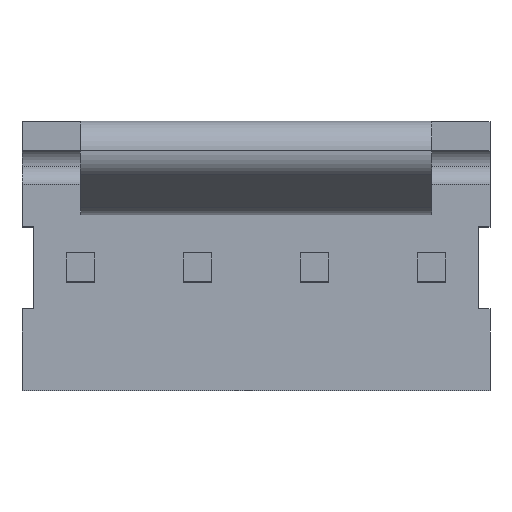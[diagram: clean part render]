
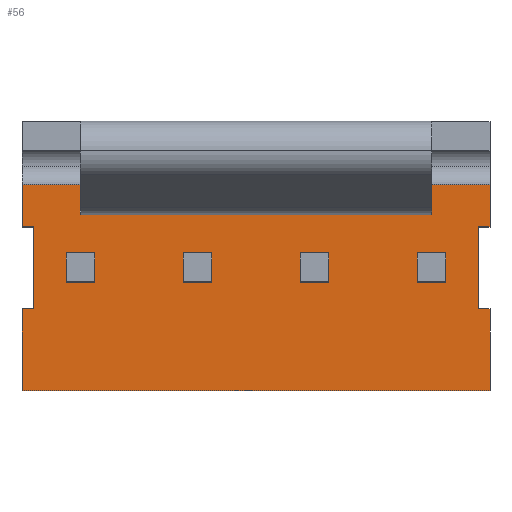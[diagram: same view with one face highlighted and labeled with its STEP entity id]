
A CAD part, top view. The second image highlights one B-rep face of the part: STEP entity #56.
In plain terms, the highlighted planar face has unit normal (0, 0, 1).
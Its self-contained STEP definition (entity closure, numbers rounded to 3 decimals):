
#56=ADVANCED_FACE('',(#144,#145,#146,#147,#148),#149,.T.);
#144=FACE_OUTER_BOUND('',#298,.T.);
#145=FACE_BOUND('',#299,.T.);
#146=FACE_BOUND('',#300,.T.);
#147=FACE_BOUND('',#301,.T.);
#148=FACE_BOUND('',#302,.T.);
#149=PLANE('',#303);
#298=EDGE_LOOP('',(#533,#534,#535,#536,#537,#538,#539,#540,#541,#542,#543,#544));
#299=EDGE_LOOP('',(#545,#546,#547,#548));
#300=EDGE_LOOP('',(#549,#550,#551,#552));
#301=EDGE_LOOP('',(#553,#554,#555,#556));
#302=EDGE_LOOP('',(#557,#558,#559,#560));
#303=AXIS2_PLACEMENT_3D('',#561,#562,#563);
#533=ORIENTED_EDGE('',*,*,#1092,.F.);
#534=ORIENTED_EDGE('',*,*,#1093,.F.);
#535=ORIENTED_EDGE('',*,*,#1047,.T.);
#536=ORIENTED_EDGE('',*,*,#1094,.T.);
#537=ORIENTED_EDGE('',*,*,#1095,.F.);
#538=ORIENTED_EDGE('',*,*,#1057,.F.);
#539=ORIENTED_EDGE('',*,*,#1045,.T.);
#540=ORIENTED_EDGE('',*,*,#1096,.T.);
#541=ORIENTED_EDGE('',*,*,#1097,.F.);
#542=ORIENTED_EDGE('',*,*,#1098,.T.);
#543=ORIENTED_EDGE('',*,*,#1099,.F.);
#544=ORIENTED_EDGE('',*,*,#1100,.F.);
#545=ORIENTED_EDGE('',*,*,#1101,.T.);
#546=ORIENTED_EDGE('',*,*,#1102,.F.);
#547=ORIENTED_EDGE('',*,*,#1103,.F.);
#548=ORIENTED_EDGE('',*,*,#1104,.T.);
#549=ORIENTED_EDGE('',*,*,#1105,.T.);
#550=ORIENTED_EDGE('',*,*,#1106,.F.);
#551=ORIENTED_EDGE('',*,*,#1107,.F.);
#552=ORIENTED_EDGE('',*,*,#1108,.T.);
#553=ORIENTED_EDGE('',*,*,#1109,.T.);
#554=ORIENTED_EDGE('',*,*,#1110,.F.);
#555=ORIENTED_EDGE('',*,*,#1111,.F.);
#556=ORIENTED_EDGE('',*,*,#1088,.T.);
#557=ORIENTED_EDGE('',*,*,#1112,.T.);
#558=ORIENTED_EDGE('',*,*,#1113,.F.);
#559=ORIENTED_EDGE('',*,*,#1114,.F.);
#560=ORIENTED_EDGE('',*,*,#1115,.T.);
#561=CARTESIAN_POINT('',(-5.08,1.803,0.0));
#562=DIRECTION('',(0.0,0.0,1.0));
#563=DIRECTION('',(1.0,0.0,0.0));
#1045=EDGE_CURVE('',#1254,#1252,#1255,.T.);
#1047=EDGE_CURVE('',#1257,#1258,#1259,.T.);
#1057=EDGE_CURVE('',#1254,#1275,#1276,.T.);
#1088=EDGE_CURVE('',#1329,#1333,#1335,.T.);
#1092=EDGE_CURVE('',#1341,#1342,#1343,.T.);
#1093=EDGE_CURVE('',#1257,#1341,#1344,.T.);
#1094=EDGE_CURVE('',#1258,#1345,#1346,.T.);
#1095=EDGE_CURVE('',#1275,#1345,#1347,.T.);
#1096=EDGE_CURVE('',#1252,#1348,#1349,.T.);
#1097=EDGE_CURVE('',#1350,#1348,#1351,.T.);
#1098=EDGE_CURVE('',#1350,#1352,#1353,.T.);
#1099=EDGE_CURVE('',#1354,#1352,#1355,.T.);
#1100=EDGE_CURVE('',#1342,#1354,#1356,.T.);
#1101=EDGE_CURVE('',#1357,#1358,#1359,.T.);
#1102=EDGE_CURVE('',#1360,#1358,#1361,.T.);
#1103=EDGE_CURVE('',#1362,#1360,#1363,.T.);
#1104=EDGE_CURVE('',#1362,#1357,#1364,.T.);
#1105=EDGE_CURVE('',#1365,#1366,#1367,.T.);
#1106=EDGE_CURVE('',#1368,#1366,#1369,.T.);
#1107=EDGE_CURVE('',#1370,#1368,#1371,.T.);
#1108=EDGE_CURVE('',#1370,#1365,#1372,.T.);
#1109=EDGE_CURVE('',#1333,#1373,#1374,.T.);
#1110=EDGE_CURVE('',#1375,#1373,#1376,.T.);
#1111=EDGE_CURVE('',#1329,#1375,#1377,.T.);
#1112=EDGE_CURVE('',#1378,#1379,#1380,.T.);
#1113=EDGE_CURVE('',#1381,#1379,#1382,.T.);
#1114=EDGE_CURVE('',#1383,#1381,#1384,.T.);
#1115=EDGE_CURVE('',#1383,#1378,#1385,.T.);
#1252=VERTEX_POINT('',#1577);
#1254=VERTEX_POINT('',#1580);
#1255=LINE('',#1581,#1582);
#1257=VERTEX_POINT('',#1585);
#1258=VERTEX_POINT('',#1586);
#1259=LINE('',#1587,#1588);
#1275=VERTEX_POINT('',#1611);
#1276=LINE('',#1612,#1613);
#1329=VERTEX_POINT('',#1693);
#1333=VERTEX_POINT('',#1699);
#1335=LINE('',#1702,#1703);
#1341=VERTEX_POINT('',#1712);
#1342=VERTEX_POINT('',#1713);
#1343=LINE('',#1714,#1715);
#1344=LINE('',#1716,#1717);
#1345=VERTEX_POINT('',#1718);
#1346=LINE('',#1719,#1720);
#1347=LINE('',#1721,#1722);
#1348=VERTEX_POINT('',#1723);
#1349=LINE('',#1724,#1725);
#1350=VERTEX_POINT('',#1726);
#1351=LINE('',#1727,#1728);
#1352=VERTEX_POINT('',#1729);
#1353=LINE('',#1730,#1731);
#1354=VERTEX_POINT('',#1732);
#1355=LINE('',#1733,#1734);
#1356=LINE('',#1735,#1736);
#1357=VERTEX_POINT('',#1737);
#1358=VERTEX_POINT('',#1738);
#1359=LINE('',#1739,#1740);
#1360=VERTEX_POINT('',#1741);
#1361=LINE('',#1742,#1743);
#1362=VERTEX_POINT('',#1744);
#1363=LINE('',#1745,#1746);
#1364=LINE('',#1747,#1748);
#1365=VERTEX_POINT('',#1749);
#1366=VERTEX_POINT('',#1750);
#1367=LINE('',#1751,#1752);
#1368=VERTEX_POINT('',#1753);
#1369=LINE('',#1754,#1755);
#1370=VERTEX_POINT('',#1756);
#1371=LINE('',#1757,#1758);
#1372=LINE('',#1759,#1760);
#1373=VERTEX_POINT('',#1761);
#1374=LINE('',#1762,#1763);
#1375=VERTEX_POINT('',#1764);
#1376=LINE('',#1765,#1766);
#1377=LINE('',#1767,#1768);
#1378=VERTEX_POINT('',#1769);
#1379=VERTEX_POINT('',#1770);
#1380=LINE('',#1771,#1772);
#1381=VERTEX_POINT('',#1773);
#1382=LINE('',#1774,#1775);
#1383=VERTEX_POINT('',#1776);
#1384=LINE('',#1777,#1778);
#1385=LINE('',#1779,#1780);
#1577=CARTESIAN_POINT('',(-5.08,-2.667,0.0));
#1580=CARTESIAN_POINT('',(-5.08,-0.889,0.0));
#1581=CARTESIAN_POINT('',(-5.08,-0.889,0.0));
#1582=VECTOR('',#2053,1.778);
#1585=CARTESIAN_POINT('',(-5.08,1.803,0.0));
#1586=CARTESIAN_POINT('',(-5.08,0.889,0.0));
#1587=CARTESIAN_POINT('',(-5.08,1.803,0.0));
#1588=VECTOR('',#2055,0.914);
#1611=CARTESIAN_POINT('',(-4.826,-0.889,0.0));
#1612=CARTESIAN_POINT('',(-5.08,-0.889,0.0));
#1613=VECTOR('',#2069,0.254);
#1693=CARTESIAN_POINT('',(-4.121,-0.311,0.0));
#1699=CARTESIAN_POINT('',(-4.121,0.311,0.0));
#1702=CARTESIAN_POINT('',(-4.121,-0.311,0.0));
#1703=VECTOR('',#2100,0.622);
#1712=CARTESIAN_POINT('',(5.08,1.803,0.0));
#1713=CARTESIAN_POINT('',(5.08,0.889,0.0));
#1714=CARTESIAN_POINT('',(5.08,1.803,0.0));
#1715=VECTOR('',#2104,0.914);
#1716=CARTESIAN_POINT('',(-5.08,1.803,0.0));
#1717=VECTOR('',#2105,10.16);
#1718=CARTESIAN_POINT('',(-4.826,0.889,0.0));
#1719=CARTESIAN_POINT('',(-5.08,0.889,0.0));
#1720=VECTOR('',#2106,0.254);
#1721=CARTESIAN_POINT('',(-4.826,-0.889,0.0));
#1722=VECTOR('',#2107,1.778);
#1723=CARTESIAN_POINT('',(5.08,-2.667,0.0));
#1724=CARTESIAN_POINT('',(-5.08,-2.667,0.0));
#1725=VECTOR('',#2108,10.16);
#1726=CARTESIAN_POINT('',(5.08,-0.889,0.0));
#1727=CARTESIAN_POINT('',(5.08,-0.889,0.0));
#1728=VECTOR('',#2109,1.778);
#1729=CARTESIAN_POINT('',(4.826,-0.889,0.0));
#1730=CARTESIAN_POINT('',(5.08,-0.889,0.0));
#1731=VECTOR('',#2110,0.254);
#1732=CARTESIAN_POINT('',(4.826,0.889,0.0));
#1733=CARTESIAN_POINT('',(4.826,0.889,0.0));
#1734=VECTOR('',#2111,1.778);
#1735=CARTESIAN_POINT('',(5.08,0.889,0.0));
#1736=VECTOR('',#2112,0.254);
#1737=CARTESIAN_POINT('',(-1.581,0.311,0.0));
#1738=CARTESIAN_POINT('',(-0.959,0.311,0.0));
#1739=CARTESIAN_POINT('',(-1.581,0.311,0.0));
#1740=VECTOR('',#2113,0.622);
#1741=CARTESIAN_POINT('',(-0.959,-0.311,0.0));
#1742=CARTESIAN_POINT('',(-0.959,-0.311,0.0));
#1743=VECTOR('',#2114,0.622);
#1744=CARTESIAN_POINT('',(-1.581,-0.311,0.0));
#1745=CARTESIAN_POINT('',(-1.581,-0.311,0.0));
#1746=VECTOR('',#2115,0.622);
#1747=CARTESIAN_POINT('',(-1.581,-0.311,0.0));
#1748=VECTOR('',#2116,0.622);
#1749=CARTESIAN_POINT('',(0.959,0.311,0.0));
#1750=CARTESIAN_POINT('',(1.581,0.311,0.0));
#1751=CARTESIAN_POINT('',(0.959,0.311,0.0));
#1752=VECTOR('',#2117,0.622);
#1753=CARTESIAN_POINT('',(1.581,-0.311,0.0));
#1754=CARTESIAN_POINT('',(1.581,-0.311,0.0));
#1755=VECTOR('',#2118,0.622);
#1756=CARTESIAN_POINT('',(0.959,-0.311,0.0));
#1757=CARTESIAN_POINT('',(0.959,-0.311,0.0));
#1758=VECTOR('',#2119,0.622);
#1759=CARTESIAN_POINT('',(0.959,-0.311,0.0));
#1760=VECTOR('',#2120,0.622);
#1761=CARTESIAN_POINT('',(-3.499,0.311,0.0));
#1762=CARTESIAN_POINT('',(-4.121,0.311,0.0));
#1763=VECTOR('',#2121,0.622);
#1764=CARTESIAN_POINT('',(-3.499,-0.311,0.0));
#1765=CARTESIAN_POINT('',(-3.499,-0.311,0.0));
#1766=VECTOR('',#2122,0.622);
#1767=CARTESIAN_POINT('',(-4.121,-0.311,0.0));
#1768=VECTOR('',#2123,0.622);
#1769=CARTESIAN_POINT('',(3.499,0.311,0.0));
#1770=CARTESIAN_POINT('',(4.121,0.311,0.0));
#1771=CARTESIAN_POINT('',(3.499,0.311,0.0));
#1772=VECTOR('',#2124,0.622);
#1773=CARTESIAN_POINT('',(4.121,-0.311,0.0));
#1774=CARTESIAN_POINT('',(4.121,-0.311,0.0));
#1775=VECTOR('',#2125,0.622);
#1776=CARTESIAN_POINT('',(3.499,-0.311,0.0));
#1777=CARTESIAN_POINT('',(3.499,-0.311,0.0));
#1778=VECTOR('',#2126,0.622);
#1779=CARTESIAN_POINT('',(3.499,-0.311,0.0));
#1780=VECTOR('',#2127,0.622);
#2053=DIRECTION('',(0.0,-1.0,0.0));
#2055=DIRECTION('',(0.0,-1.0,0.0));
#2069=DIRECTION('',(1.0,0.0,0.0));
#2100=DIRECTION('',(0.0,1.0,0.0));
#2104=DIRECTION('',(0.0,-1.0,0.0));
#2105=DIRECTION('',(1.0,0.0,0.0));
#2106=DIRECTION('',(1.0,0.0,0.0));
#2107=DIRECTION('',(0.0,1.0,0.0));
#2108=DIRECTION('',(1.0,0.0,0.0));
#2109=DIRECTION('',(0.0,-1.0,0.0));
#2110=DIRECTION('',(-1.0,0.0,0.0));
#2111=DIRECTION('',(0.0,-1.0,0.0));
#2112=DIRECTION('',(-1.0,0.0,0.0));
#2113=DIRECTION('',(1.0,0.0,0.0));
#2114=DIRECTION('',(0.0,1.0,0.0));
#2115=DIRECTION('',(1.0,0.0,0.0));
#2116=DIRECTION('',(0.0,1.0,0.0));
#2117=DIRECTION('',(1.0,0.0,0.0));
#2118=DIRECTION('',(0.0,1.0,0.0));
#2119=DIRECTION('',(1.0,0.0,0.0));
#2120=DIRECTION('',(0.0,1.0,0.0));
#2121=DIRECTION('',(1.0,0.0,0.0));
#2122=DIRECTION('',(0.0,1.0,0.0));
#2123=DIRECTION('',(1.0,0.0,0.0));
#2124=DIRECTION('',(1.0,0.0,0.0));
#2125=DIRECTION('',(0.0,1.0,0.0));
#2126=DIRECTION('',(1.0,0.0,0.0));
#2127=DIRECTION('',(0.0,1.0,0.0));
